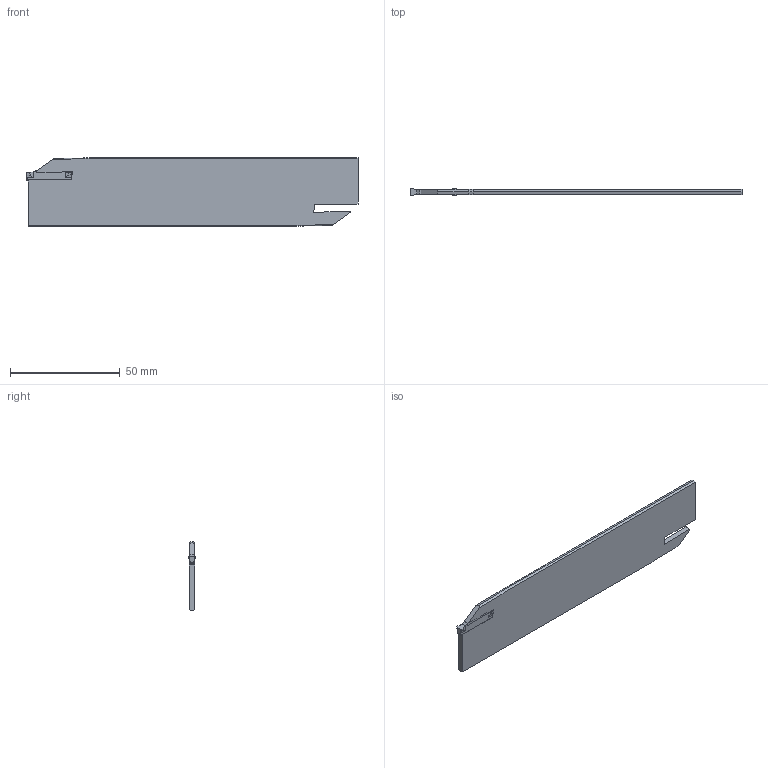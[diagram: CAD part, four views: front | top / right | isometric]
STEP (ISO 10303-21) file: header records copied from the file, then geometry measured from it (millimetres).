
FILE_DESCRIPTION(/* description */ (''),/* implementation_level */ '2;1');
FILE_NAME(/* name */ 'AKL-SGC-32-3.stp',/* time_stamp */ '2023-10-31T21:39:40+03:00',/* author */ (''),/* organization */ (''),/* preprocessor_version */ 'ST-DEVELOPER v19.4',/* originating_system */ 'SIEMENS PLM Software NX2306.3001',/* authorisation */ '');
FILE_SCHEMA (('AUTOMOTIVE_DESIGN { 1 0 10303 214 3 1 1 1 }'));
Length unit declared in the file: millimetre
Products named in the file (1): AKL-SGC-32-3_objects
Bounding box: 151 x 3 x 31.36 mm (x, y, z)
Volume: 10766.1 mm3; surface area: 10036.4 mm2
Topology: 2 solids, 2 shells, 80 faces, 212 edges, 136 vertices
Faces by surface type: plane 40, cylinder 28, bspline 4, torus 4, revolution 4
Entity records: 2707 total; most frequent: CARTESIAN_POINT 657, ORIENTED_EDGE 424, DIRECTION 424, EDGE_CURVE 212, AXIS2_PLACEMENT_3D 147, VERTEX_POINT 136, LINE 126, VECTOR 126
